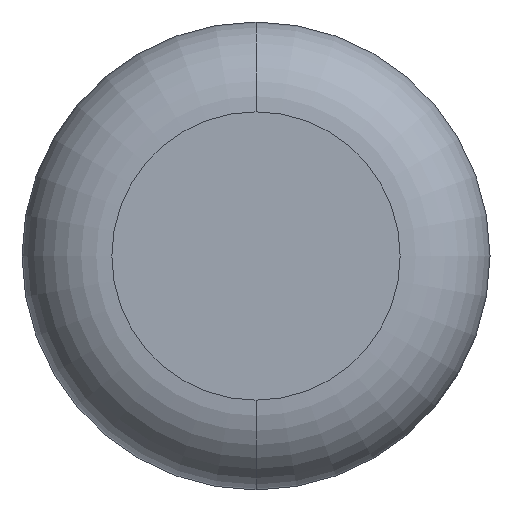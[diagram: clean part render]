
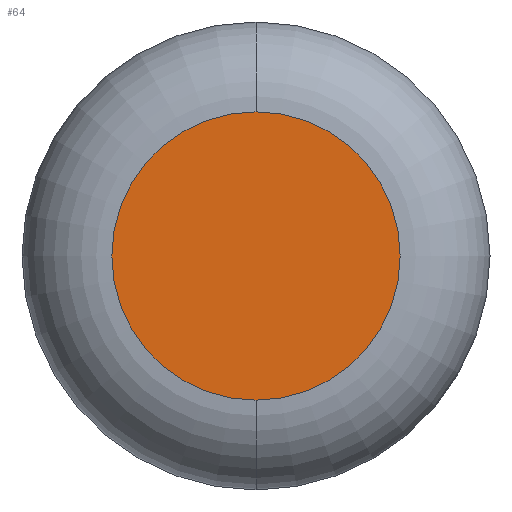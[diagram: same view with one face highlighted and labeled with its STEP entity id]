
A CAD part, front view. The second image highlights one B-rep face of the part: STEP entity #64.
In plain terms, the highlighted planar face has unit normal (0, -1, 0).
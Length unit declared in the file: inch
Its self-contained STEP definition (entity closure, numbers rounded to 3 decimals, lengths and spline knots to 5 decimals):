
#13 = DIRECTION ( 'NONE',  ( 0., -1., 0. ) ) ;
#20 = VERTEX_POINT ( 'NONE', #265 ) ;
#33 = EDGE_CURVE ( 'NONE', #20, #108, #347, .T. ) ;
#45 = EDGE_CURVE ( 'NONE', #108, #20, #253, .T. ) ;
#64 = ADVANCED_FACE ( 'NONE', ( #370 ), #90, .T. ) ;
#90 = PLANE ( 'NONE',  #309 ) ;
#107 = AXIS2_PLACEMENT_3D ( 'NONE', #148, #216, #342 ) ;
#108 = VERTEX_POINT ( 'NONE', #129 ) ;
#117 = ORIENTED_EDGE ( 'NONE', *, *, #33, .T. ) ;
#129 = CARTESIAN_POINT ( 'NONE',  ( 0., 0., 0.09625 ) ) ;
#148 = CARTESIAN_POINT ( 'NONE',  ( 0., 0., 0. ) ) ;
#173 = DIRECTION ( 'NONE',  ( 0., 0., -1. ) ) ;
#191 = ORIENTED_EDGE ( 'NONE', *, *, #45, .T. ) ;
#216 = DIRECTION ( 'NONE',  ( 0., -1., 0. ) ) ;
#249 = EDGE_LOOP ( 'NONE', ( #117, #191 ) ) ;
#253 = CIRCLE ( 'NONE', #107, 0.09625 ) ;
#265 = CARTESIAN_POINT ( 'NONE',  ( 0., 0., -0.09625 ) ) ;
#303 = CARTESIAN_POINT ( 'NONE',  ( 0., 0., 0. ) ) ;
#309 = AXIS2_PLACEMENT_3D ( 'NONE', #303, #365, #395 ) ;
#326 = CARTESIAN_POINT ( 'NONE',  ( 0., 0., 0. ) ) ;
#342 = DIRECTION ( 'NONE',  ( 0., 0., -1. ) ) ;
#347 = CIRCLE ( 'NONE', #351, 0.09625 ) ;
#351 = AXIS2_PLACEMENT_3D ( 'NONE', #326, #13, #173 ) ;
#365 = DIRECTION ( 'NONE',  ( 0., -1., 0. ) ) ;
#370 = FACE_OUTER_BOUND ( 'NONE', #249, .T. ) ;
#395 = DIRECTION ( 'NONE',  ( 0., 0., -1. ) ) ;
